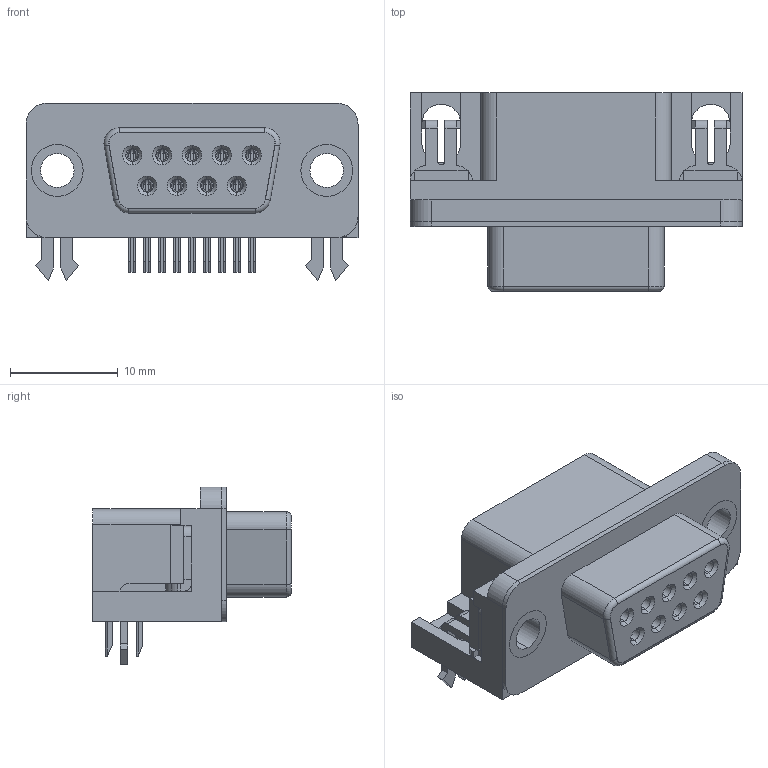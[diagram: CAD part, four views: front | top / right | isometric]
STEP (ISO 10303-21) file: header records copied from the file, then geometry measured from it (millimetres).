
FILE_DESCRIPTION(('STEP AP242'),'1');
FILE_NAME('618009211821.stp','2022-05-09T13:19:08',('TraceParts'),('TraceParts S.A.'),'Spatial InterOp 3D',' ',' ');
FILE_SCHEMA(('AP242_MANAGED_MODEL_BASED_3D_ENGINEERING_MIM_LF {1 0 10303 442 1 1 4}'));
Length unit declared in the file: millimetre
Products named in the file (1): 618009211821_1
Bounding box: 30.8 x 18.4 x 16.5 mm (x, y, z)
Volume: 3264.4 mm3; surface area: 6880.4 mm2
Topology: 16 solids, 16 shells, 1412 faces, 3779 edges, 2389 vertices
Faces by surface type: plane 750, cylinder 426, bspline 144, cone 66, torus 26
Entity records: 47737 total; most frequent: CARTESIAN_POINT 13491, ORIENTED_EDGE 7522, DIRECTION 6303, EDGE_CURVE 3761, LINE 2437, VECTOR 2437, VERTEX_POINT 2389, AXIS2_PLACEMENT_3D 1933
